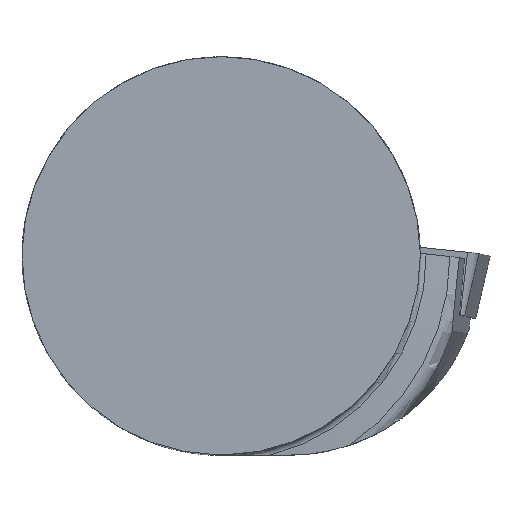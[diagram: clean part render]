
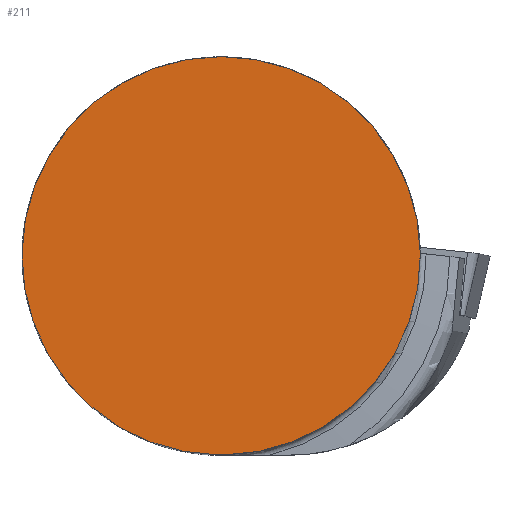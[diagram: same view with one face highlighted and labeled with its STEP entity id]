
A CAD part, top view. The second image highlights one B-rep face of the part: STEP entity #211.
In plain terms, the highlighted planar face has unit normal (0, 0, 1).
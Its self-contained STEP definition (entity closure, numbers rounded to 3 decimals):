
#164=CIRCLE('',#1127,12.5);
#211=ADVANCED_FACE('',(#292),#257,.F.);
#257=PLANE('',#1148);
#292=FACE_OUTER_BOUND('',#338,.T.);
#338=EDGE_LOOP('',(#540,#541));
#540=ORIENTED_EDGE('',*,*,#873,.T.);
#541=ORIENTED_EDGE('',*,*,#847,.F.);
#747=VERTEX_POINT('',#1710);
#748=VERTEX_POINT('',#1712);
#847=EDGE_CURVE('',#747,#748,#164,.T.);
#873=EDGE_CURVE('',#747,#748,#955,.T.);
#955=LINE('',#1809,#1009);
#1009=VECTOR('',#1348,1.);
#1127=AXIS2_PLACEMENT_3D('',#1711,#1299,#1300);
#1148=AXIS2_PLACEMENT_3D('',#1810,#1349,#1350);
#1299=DIRECTION('',(0.,0.,-1.));
#1300=DIRECTION('',(-1.,0.,0.));
#1348=DIRECTION('',(1.,0.,0.));
#1349=DIRECTION('',(0.,0.,-1.));
#1350=DIRECTION('',(1.,0.,0.));
#1710=CARTESIAN_POINT('',(-0.231,-12.498,0.271));
#1711=CARTESIAN_POINT('',(0.,0.,0.271));
#1712=CARTESIAN_POINT('',(0.231,-12.498,0.271));
#1809=CARTESIAN_POINT('',(4.269,-12.498,0.271));
#1810=CARTESIAN_POINT('',(12.5,0.,0.271));
